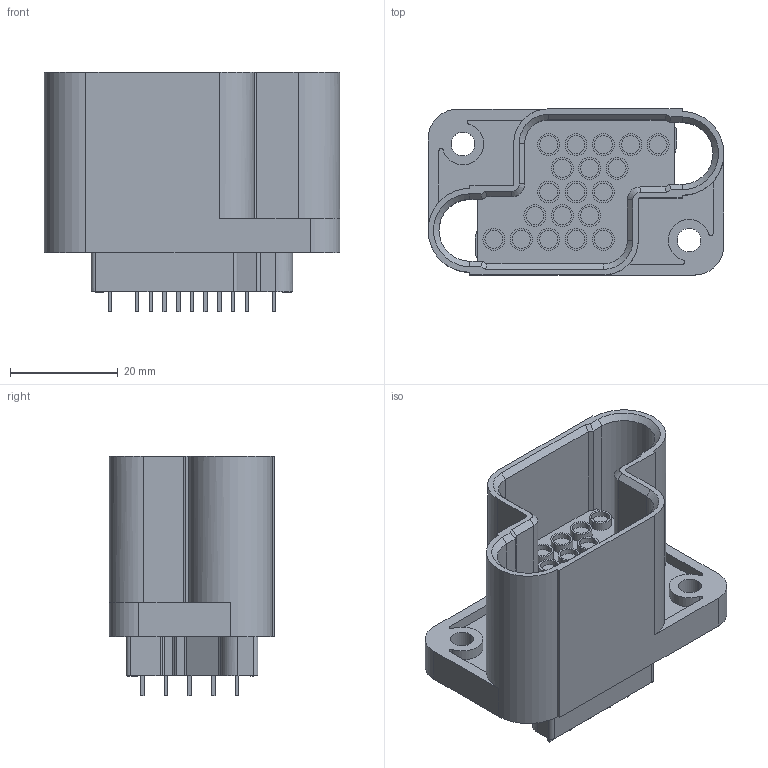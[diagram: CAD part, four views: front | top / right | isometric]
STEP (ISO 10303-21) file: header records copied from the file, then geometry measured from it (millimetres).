
FILE_DESCRIPTION((''),'2;1');
FILE_NAME('C-213738-5','2009-01-08T',('workeradm'),('Tyco Electronics Corporation'),'PRO/ENGINEER BY PARAMETRIC TECHNOLOGY CORPORATION, 2005450','PRO/ENGINEER BY PARAMETRIC TECHNOLOGY CORPORATION, 2005450','');
FILE_SCHEMA(('CONFIG_CONTROL_DESIGN', 'GEOMETRIC_VALIDATION_PROPERTIES_MIM'));
Length unit declared in the file: millimetre
Products named in the file (1): C-213738-5
Bounding box: 54.91 x 30.78 x 44.45 mm (x, y, z)
Volume: 25753.1 mm3; surface area: 14452.3 mm2
Topology: 1 solids, 1 shells, 485 faces, 1189 edges, 784 vertices
Faces by surface type: plane 318, cylinder 161, cone 6
Entity records: 14422 total; most frequent: DIRECTION 2501, CARTESIAN_POINT 2459, ORIENTED_EDGE 2378, EDGE_CURVE 1189, VECTOR 847, LINE 847, AXIS2_PLACEMENT_3D 827, VERTEX_POINT 784
